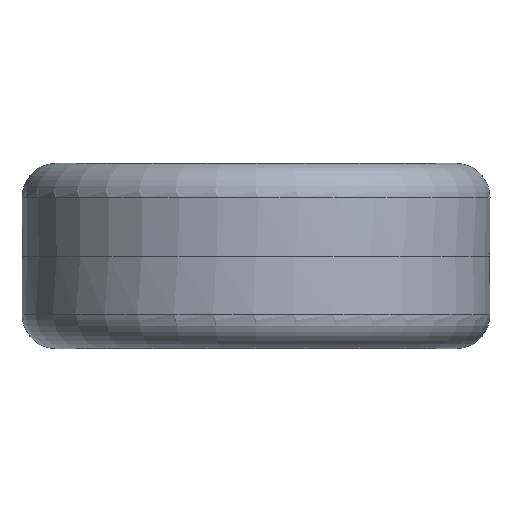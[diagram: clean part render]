
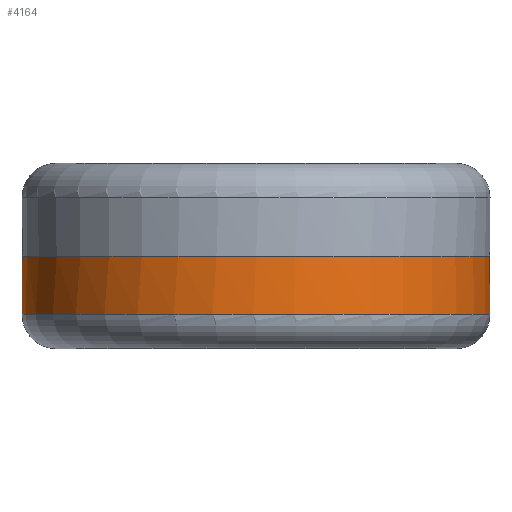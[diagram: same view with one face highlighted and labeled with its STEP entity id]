
A CAD part, front view. The second image highlights one B-rep face of the part: STEP entity #4164.
In plain terms, the highlighted cylindrical face has radius 24 mm (diameter 48 mm), a partial arc.
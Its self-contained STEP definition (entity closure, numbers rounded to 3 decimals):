
#119=B_SPLINE_CURVE_WITH_KNOTS('',3,(#7319,#7320,#7321,#7322,#7323,#7324,
#7325,#7326,#7327,#7328),.UNSPECIFIED.,.F.,.F.,(4,2,2,2,4),(0.02,
0.038,0.075,0.114,0.153),
 .UNSPECIFIED.);
#120=B_SPLINE_CURVE_WITH_KNOTS('',3,(#7372,#7373,#7374,#7375,#7376,#7377,
#7378,#7379,#7380,#7381),.UNSPECIFIED.,.F.,.F.,(4,2,2,2,4),(0.457,
0.496,0.534,0.572,0.59),
 .UNSPECIFIED.);
#468=LINE('',#7407,#907);
#469=LINE('',#7411,#908);
#907=VECTOR('',#5273,1000.);
#908=VECTOR('',#5276,1000.);
#1063=CYLINDRICAL_SURFACE('',#4482,24.);
#1392=FACE_OUTER_BOUND('',#1630,.T.);
#1630=EDGE_LOOP('',(#3609,#3610,#3611,#3612,#3613,#3614,#3615,#3616,#3617));
#1779=CIRCLE('',#4479,24.);
#1781=CIRCLE('',#4481,24.);
#1782=CIRCLE('',#4483,24.);
#1783=CIRCLE('',#4484,24.);
#1784=CIRCLE('',#4485,24.);
#2051=VERTEX_POINT('',#7317);
#2052=VERTEX_POINT('',#7318);
#2061=VERTEX_POINT('',#7369);
#2062=VERTEX_POINT('',#7371);
#2068=VERTEX_POINT('',#7398);
#2069=VERTEX_POINT('',#7404);
#2070=VERTEX_POINT('',#7406);
#2071=VERTEX_POINT('',#7408);
#2072=VERTEX_POINT('',#7410);
#2583=EDGE_CURVE('',#2051,#2052,#119,.T.);
#2597=EDGE_CURVE('',#2062,#2061,#120,.T.);
#2607=EDGE_CURVE('',#2052,#2068,#1779,.T.);
#2609=EDGE_CURVE('',#2068,#2062,#1781,.T.);
#2610=EDGE_CURVE('',#2061,#2069,#1782,.T.);
#2611=EDGE_CURVE('',#2069,#2070,#468,.T.);
#2612=EDGE_CURVE('',#2070,#2071,#1783,.T.);
#2613=EDGE_CURVE('',#2072,#2071,#469,.T.);
#2614=EDGE_CURVE('',#2072,#2051,#1784,.T.);
#3609=ORIENTED_EDGE('',*,*,#2607,.T.);
#3610=ORIENTED_EDGE('',*,*,#2609,.T.);
#3611=ORIENTED_EDGE('',*,*,#2597,.T.);
#3612=ORIENTED_EDGE('',*,*,#2610,.T.);
#3613=ORIENTED_EDGE('',*,*,#2611,.T.);
#3614=ORIENTED_EDGE('',*,*,#2612,.T.);
#3615=ORIENTED_EDGE('',*,*,#2613,.F.);
#3616=ORIENTED_EDGE('',*,*,#2614,.T.);
#3617=ORIENTED_EDGE('',*,*,#2583,.T.);
#4164=ADVANCED_FACE('',(#1392),#1063,.T.);
#4479=AXIS2_PLACEMENT_3D('',#7400,#5263,#5264);
#4481=AXIS2_PLACEMENT_3D('',#7402,#5267,#5268);
#4482=AXIS2_PLACEMENT_3D('',#7403,#5269,#5270);
#4483=AXIS2_PLACEMENT_3D('',#7405,#5271,#5272);
#4484=AXIS2_PLACEMENT_3D('',#7409,#5274,#5275);
#4485=AXIS2_PLACEMENT_3D('',#7412,#5277,#5278);
#5263=DIRECTION('center_axis',(0.,0.,-1.));
#5264=DIRECTION('ref_axis',(1.,0.,0.));
#5267=DIRECTION('center_axis',(0.,0.,-1.));
#5268=DIRECTION('ref_axis',(1.,0.,0.));
#5269=DIRECTION('center_axis',(0.,0.,-1.));
#5270=DIRECTION('ref_axis',(0.,1.,0.));
#5271=DIRECTION('center_axis',(0.,0.,1.));
#5272=DIRECTION('ref_axis',(-1.,0.,0.));
#5273=DIRECTION('',(0.,0.,-1.));
#5274=DIRECTION('center_axis',(0.,0.,1.));
#5275=DIRECTION('ref_axis',(1.,0.,0.));
#5276=DIRECTION('',(0.,0.,-1.));
#5277=DIRECTION('center_axis',(0.,0.,1.));
#5278=DIRECTION('ref_axis',(-1.,0.,0.));
#7317=CARTESIAN_POINT('',(-5.98,-23.243,5.2));
#7318=CARTESIAN_POINT('',(-5.,-23.473,6.));
#7319=CARTESIAN_POINT('Ctrl Pts',(-5.98,-23.243,5.2));
#7320=CARTESIAN_POINT('Ctrl Pts',(-5.967,-23.246,5.262));
#7321=CARTESIAN_POINT('Ctrl Pts',(-5.949,-23.251,5.323));
#7322=CARTESIAN_POINT('Ctrl Pts',(-5.874,-23.27,5.504));
#7323=CARTESIAN_POINT('Ctrl Pts',(-5.798,-23.289,5.615));
#7324=CARTESIAN_POINT('Ctrl Pts',(-5.621,-23.333,5.794));
#7325=CARTESIAN_POINT('Ctrl Pts',(-5.508,-23.36,5.872));
#7326=CARTESIAN_POINT('Ctrl Pts',(-5.261,-23.417,5.975));
#7327=CARTESIAN_POINT('Ctrl Pts',(-5.126,-23.447,6.));
#7328=CARTESIAN_POINT('Ctrl Pts',(-5.,-23.473,6.));
#7369=CARTESIAN_POINT('',(5.98,-23.243,5.2));
#7371=CARTESIAN_POINT('',(5.,-23.473,6.));
#7372=CARTESIAN_POINT('Ctrl Pts',(5.,-23.473,6.));
#7373=CARTESIAN_POINT('Ctrl Pts',(5.126,-23.447,6.));
#7374=CARTESIAN_POINT('Ctrl Pts',(5.261,-23.417,5.975));
#7375=CARTESIAN_POINT('Ctrl Pts',(5.508,-23.36,5.872));
#7376=CARTESIAN_POINT('Ctrl Pts',(5.621,-23.333,5.794));
#7377=CARTESIAN_POINT('Ctrl Pts',(5.798,-23.289,5.615));
#7378=CARTESIAN_POINT('Ctrl Pts',(5.874,-23.27,5.504));
#7379=CARTESIAN_POINT('Ctrl Pts',(5.949,-23.251,5.323));
#7380=CARTESIAN_POINT('Ctrl Pts',(5.967,-23.246,5.262));
#7381=CARTESIAN_POINT('Ctrl Pts',(5.98,-23.243,5.2));
#7398=CARTESIAN_POINT('',(-24.,0.,6.));
#7400=CARTESIAN_POINT('Origin',(0.,0.,6.));
#7402=CARTESIAN_POINT('Origin',(0.,0.,6.));
#7403=CARTESIAN_POINT('Origin',(0.,0.,9.5));
#7404=CARTESIAN_POINT('',(6.,-23.238,5.2));
#7405=CARTESIAN_POINT('Origin',(0.,0.,5.2));
#7406=CARTESIAN_POINT('',(6.,-23.238,0.));
#7407=CARTESIAN_POINT('',(6.,-23.238,6.));
#7408=CARTESIAN_POINT('',(-6.,-23.238,0.));
#7409=CARTESIAN_POINT('Origin',(0.,0.,0.));
#7410=CARTESIAN_POINT('',(-6.,-23.238,5.2));
#7411=CARTESIAN_POINT('',(-6.,-23.238,6.));
#7412=CARTESIAN_POINT('Origin',(0.,0.,5.2));
